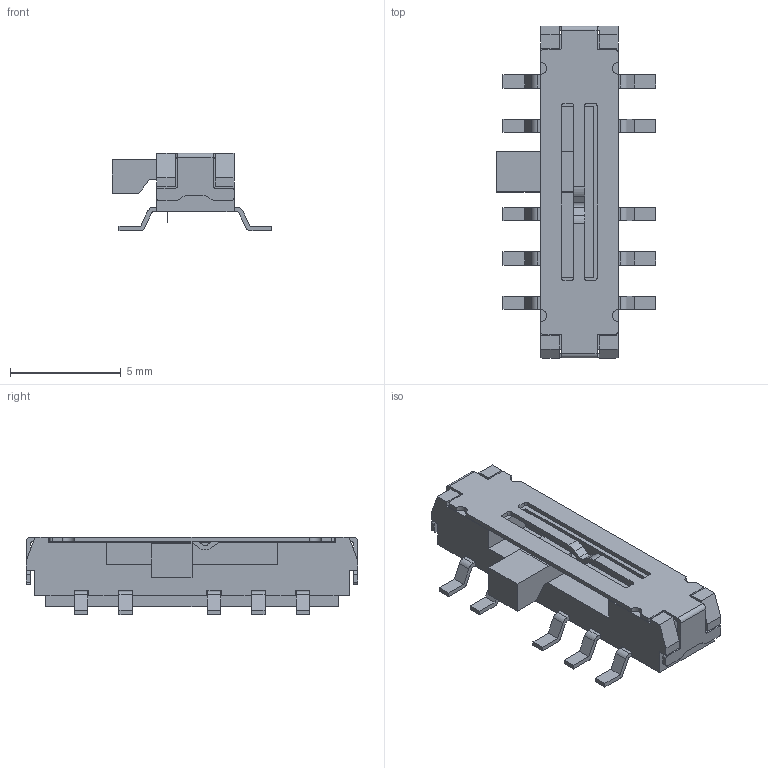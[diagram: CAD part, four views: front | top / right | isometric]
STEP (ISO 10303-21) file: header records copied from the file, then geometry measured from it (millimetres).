
FILE_DESCRIPTION (( 'STEP AP214' ), '1' );
FILE_NAME ('K3-2410S-F1.STEP', '2022-02-18T06:42:57', ( '' ), ( '' ), 'SwSTEP 2.0', 'SolidWorks 2020', '' );
FILE_SCHEMA (( 'AUTOMOTIVE_DESIGN' ));
Length unit declared in the file: millimetre
Products named in the file (1): K3-2410S-F1
Bounding box: 7.2 x 15 x 3.5 mm (x, y, z)
Surface area: 314.3 mm2 (no closed solid volume)
Topology: 0 solids, 8 shells, 199 faces, 762 edges, 568 vertices
Faces by surface type: plane 147, cylinder 52
Entity records: 10221 total; most frequent: CARTESIAN_POINT 1530, DIRECTION 1322, ORIENTED_EDGE 1282, EDGE_CURVE 762, LINE 602, VECTOR 602, VERTEX_POINT 568, AXIS2_PLACEMENT_3D 360
